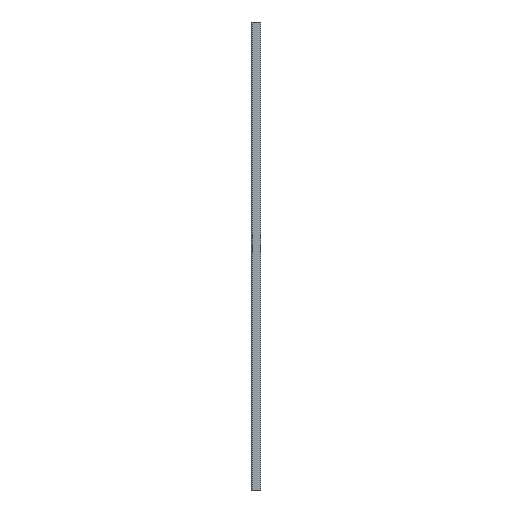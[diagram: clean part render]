
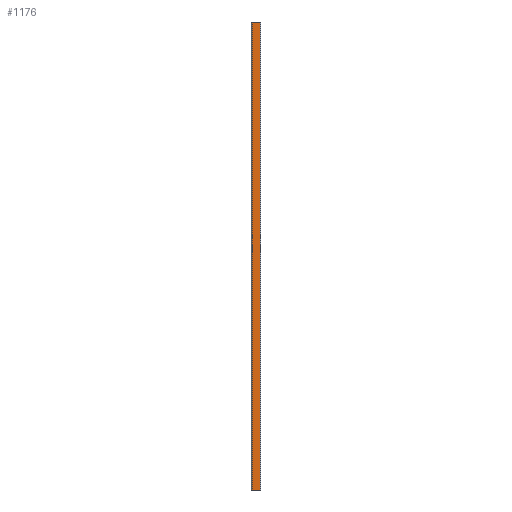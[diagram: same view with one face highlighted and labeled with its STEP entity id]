
A CAD part, left-side view. The second image highlights one B-rep face of the part: STEP entity #1176.
In plain terms, the highlighted face is planar.
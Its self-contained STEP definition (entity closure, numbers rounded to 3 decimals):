
#27 = EDGE_CURVE ( 'NONE', #1160, #408, #1183, .T. ) ;
#31 = VECTOR ( 'NONE', #1265, 1000. ) ;
#96 = DIRECTION ( 'NONE',  ( -1., 0., 0. ) ) ;
#176 = VERTEX_POINT ( 'NONE', #1056 ) ;
#262 = EDGE_CURVE ( 'NONE', #1160, #1324, #1281, .T. ) ;
#298 = VECTOR ( 'NONE', #1063, 1000. ) ;
#326 = CARTESIAN_POINT ( 'NONE',  ( 1500., 2.5, 0. ) ) ;
#353 = ORIENTED_EDGE ( 'NONE', *, *, #262, .F. ) ;
#408 = VERTEX_POINT ( 'NONE', #1482 ) ;
#550 = VECTOR ( 'NONE', #836, 1000. ) ;
#564 = LINE ( 'NONE', #1658, #550 ) ;
#661 = ORIENTED_EDGE ( 'NONE', *, *, #27, .T. ) ;
#836 = DIRECTION ( 'NONE',  ( -1., 0., 0. ) ) ;
#861 = DIRECTION ( 'NONE',  ( 0., -1., 0. ) ) ;
#939 = PLANE ( 'NONE',  #1341 ) ;
#985 = EDGE_LOOP ( 'NONE', ( #1306, #1371, #353, #661 ) ) ;
#987 = FACE_OUTER_BOUND ( 'NONE', #985, .T. ) ;
#1039 = CARTESIAN_POINT ( 'NONE',  ( 1500., 2.5, 0. ) ) ;
#1056 = CARTESIAN_POINT ( 'NONE',  ( -1500., 54., 0. ) ) ;
#1062 = EDGE_CURVE ( 'NONE', #1324, #176, #564, .T. ) ;
#1063 = DIRECTION ( 'NONE',  ( 0., 1., 0. ) ) ;
#1143 = VECTOR ( 'NONE', #96, 1000. ) ;
#1160 = VERTEX_POINT ( 'NONE', #1664 ) ;
#1176 = ADVANCED_FACE ( 'NONE', ( #987 ), #939, .F. ) ;
#1183 = LINE ( 'NONE', #1039, #1143 ) ;
#1265 = DIRECTION ( 'NONE',  ( 0., 1., 0. ) ) ;
#1266 = DIRECTION ( 'NONE',  ( 0., 0., 1. ) ) ;
#1281 = LINE ( 'NONE', #1293, #298 ) ;
#1293 = CARTESIAN_POINT ( 'NONE',  ( 1500., 2.5, 0. ) ) ;
#1306 = ORIENTED_EDGE ( 'NONE', *, *, #1465, .T. ) ;
#1324 = VERTEX_POINT ( 'NONE', #1631 ) ;
#1341 = AXIS2_PLACEMENT_3D ( 'NONE', #326, #1266, #861 ) ;
#1371 = ORIENTED_EDGE ( 'NONE', *, *, #1062, .F. ) ;
#1387 = CARTESIAN_POINT ( 'NONE',  ( -1500., 2.5, 0. ) ) ;
#1465 = EDGE_CURVE ( 'NONE', #408, #176, #1615, .T. ) ;
#1482 = CARTESIAN_POINT ( 'NONE',  ( -1500., 2.5, 0. ) ) ;
#1615 = LINE ( 'NONE', #1387, #31 ) ;
#1631 = CARTESIAN_POINT ( 'NONE',  ( 1500., 54., 0. ) ) ;
#1658 = CARTESIAN_POINT ( 'NONE',  ( 1500., 54., 0. ) ) ;
#1664 = CARTESIAN_POINT ( 'NONE',  ( 1500., 2.5, 0. ) ) ;
